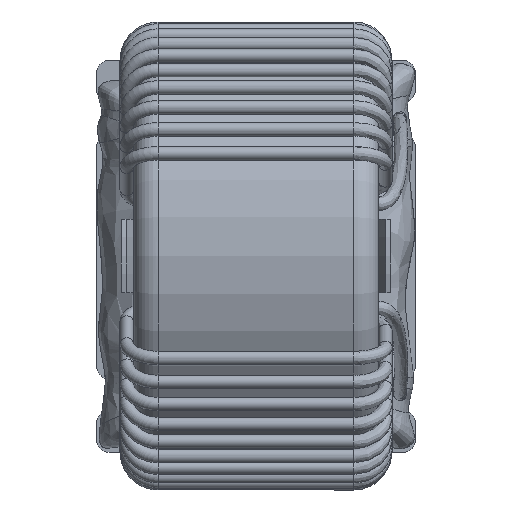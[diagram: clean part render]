
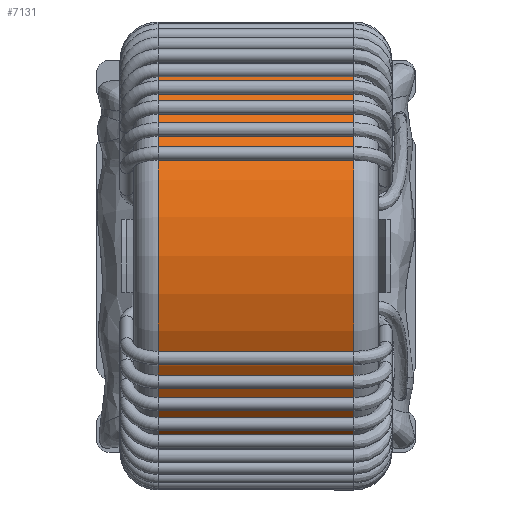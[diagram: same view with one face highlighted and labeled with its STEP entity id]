
A CAD part, top view. The second image highlights one B-rep face of the part: STEP entity #7131.
In plain terms, the highlighted cylindrical face has radius 9 mm (diameter 18 mm), a full revolution.
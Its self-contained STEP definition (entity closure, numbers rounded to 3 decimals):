
#818=CYLINDRICAL_SURFACE('',#11358,9.);
#2120=ORIENTED_EDGE('',*,*,#3333,.F.);
#2121=ORIENTED_EDGE('',*,*,#3330,.T.);
#3330=EDGE_CURVE('',#4133,#4133,#4721,.T.);
#3333=EDGE_CURVE('',#4136,#4136,#4724,.T.);
#4133=VERTEX_POINT('',#38675);
#4136=VERTEX_POINT('',#38682);
#4721=CIRCLE('',#11345,9.);
#4724=CIRCLE('',#11349,9.);
#5572=EDGE_LOOP('',(#2120));
#5573=EDGE_LOOP('',(#2121));
#6477=FACE_BOUND('',#5572,.T.);
#6478=FACE_BOUND('',#5573,.T.);
#7131=ADVANCED_FACE('',(#6477,#6478),#818,.T.);
#11345=AXIS2_PLACEMENT_3D('',#38674,#12892,#12893);
#11349=AXIS2_PLACEMENT_3D('',#38681,#12900,#12901);
#11358=AXIS2_PLACEMENT_3D('',#38695,#12918,#12919);
#12892=DIRECTION('',(0.,1.,0.));
#12893=DIRECTION('',(0.,0.,1.));
#12900=DIRECTION('',(0.,1.,0.));
#12901=DIRECTION('',(0.,0.,1.));
#12918=DIRECTION('',(0.,1.,0.));
#12919=DIRECTION('',(0.,0.,1.));
#38674=CARTESIAN_POINT('',(0.,-4.,9.1));
#38675=CARTESIAN_POINT('',(0.,-4.,18.1));
#38681=CARTESIAN_POINT('',(0.,4.,9.1));
#38682=CARTESIAN_POINT('',(0.,4.,18.1));
#38695=CARTESIAN_POINT('',(0.,-5.,9.1));
